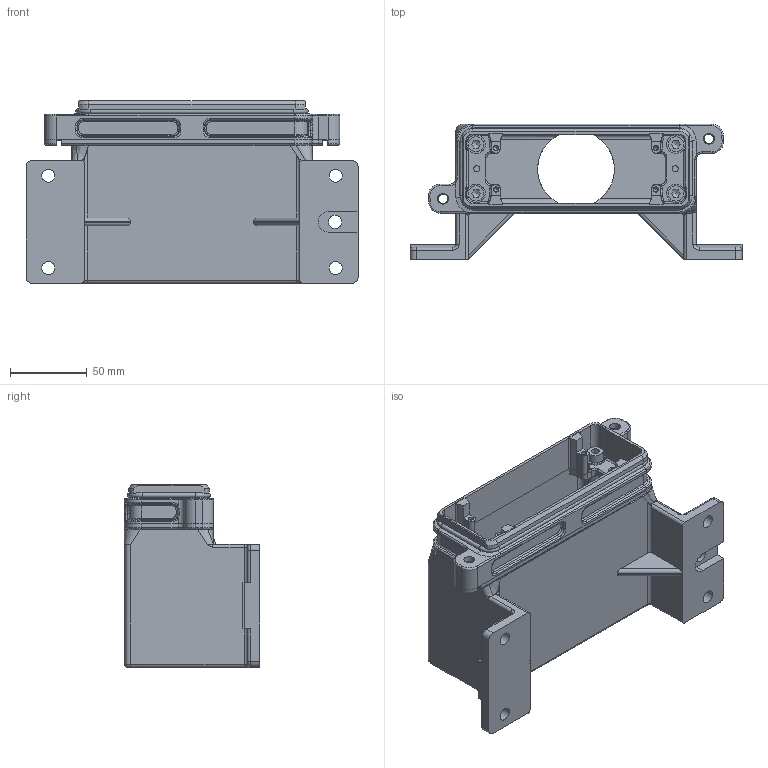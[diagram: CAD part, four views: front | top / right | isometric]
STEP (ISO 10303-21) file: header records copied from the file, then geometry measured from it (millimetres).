
FILE_DESCRIPTION(/* description */ (''),/* implementation_level */ '2;1');
FILE_NAME(/* name */ '100226793ugm000_f.stp',/* time_stamp */ '2020-12-21T11:10:49+01:00',/* author */ (''),/* organization */ (''),/* preprocessor_version */ 'ST-DEVELOPER v16.7',/* originating_system */ 'SIEMENS PLM Software NX 1911',/* authorisation */ '');
FILE_SCHEMA (('AUTOMOTIVE_DESIGN { 1 0 10303 214 3 1 1 1 }'));
Length unit declared in the file: millimetre
Products named in the file (1): 100226793ugm000_f
Bounding box: 216 x 88 x 118.9 mm (x, y, z)
Volume: 447848.7 mm3; surface area: 140177.4 mm2
Topology: 1 solids, 1 shells, 847 faces, 2310 edges, 1574 vertices
Faces by surface type: plane 384, cylinder 248, bspline 95, cone 67, torus 49, sphere 4
Full cylindrical faces by diameter (mm): 3 x4, 4 x2, 5 x4, 6 x2, 7.1 x2, 8.5 x5, 10 x4, 12 x4, 50 x1
Entity records: 36404 total; most frequent: CARTESIAN_POINT 9616, ORIENTED_EDGE 4248, DIRECTION 4183, EDGE_CURVE 2124, AXIS2_PLACEMENT_3D 1461, VERTEX_POINT 1369, LINE 1261, VECTOR 1261
